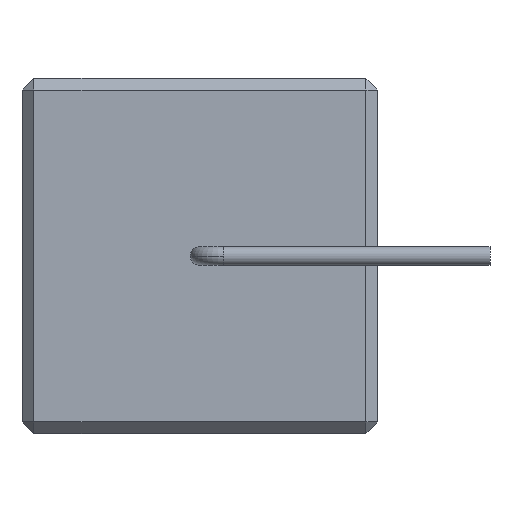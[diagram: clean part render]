
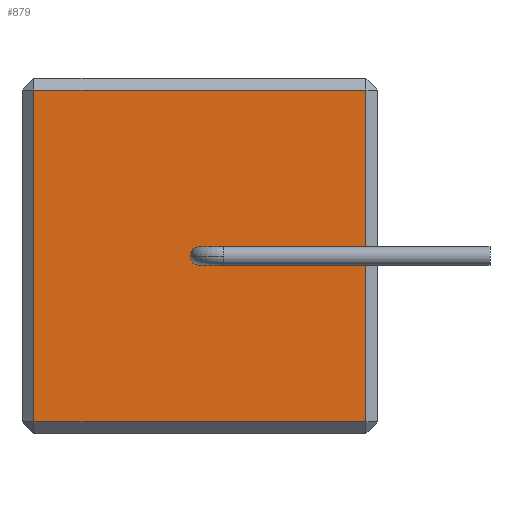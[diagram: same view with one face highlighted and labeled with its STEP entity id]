
A CAD part, left-side view. The second image highlights one B-rep face of the part: STEP entity #879.
In plain terms, the highlighted planar face has unit normal (-1, 0, 0).
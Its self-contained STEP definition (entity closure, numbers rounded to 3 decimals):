
#43 = CIRCLE ( 'NONE', #1067, 0.4 ) ;
#65 = CIRCLE ( 'NONE', #1645, 0.4 ) ;
#67 = FACE_BOUND ( 'NONE', #554, .T. ) ;
#74 = CARTESIAN_POINT ( 'NONE',  ( -32.5, 7.1, 0. ) ) ;
#99 = EDGE_CURVE ( 'NONE', #201, #1108, #752, .T. ) ;
#201 = VERTEX_POINT ( 'NONE', #1020 ) ;
#239 = VECTOR ( 'NONE', #1637, 1000. ) ;
#268 = ORIENTED_EDGE ( 'NONE', *, *, #1321, .T. ) ;
#275 = DIRECTION ( 'NONE',  ( -1., 0., 0. ) ) ;
#295 = VERTEX_POINT ( 'NONE', #549 ) ;
#301 = DIRECTION ( 'NONE',  ( 1., 0., 0. ) ) ;
#338 = FACE_OUTER_BOUND ( 'NONE', #366, .T. ) ;
#366 = EDGE_LOOP ( 'NONE', ( #431, #1432, #373, #268 ) ) ;
#367 = CARTESIAN_POINT ( 'NONE',  ( -32.5, 14.5, 7. ) ) ;
#373 = ORIENTED_EDGE ( 'NONE', *, *, #99, .T. ) ;
#385 = VERTEX_POINT ( 'NONE', #693 ) ;
#407 = DIRECTION ( 'NONE',  ( 0., 0., 1. ) ) ;
#431 = ORIENTED_EDGE ( 'NONE', *, *, #799, .T. ) ;
#487 = CARTESIAN_POINT ( 'NONE',  ( -32.5, 7.5, 0. ) ) ;
#492 = AXIS2_PLACEMENT_3D ( 'NONE', #675, #301, #1063 ) ;
#549 = CARTESIAN_POINT ( 'NONE',  ( -32.5, 7.9, 0. ) ) ;
#554 = EDGE_LOOP ( 'NONE', ( #1561, #863 ) ) ;
#613 = LINE ( 'NONE', #1187, #1390 ) ;
#616 = CARTESIAN_POINT ( 'NONE',  ( -32.5, 15., 7. ) ) ;
#675 = CARTESIAN_POINT ( 'NONE',  ( -32.5, 15., 7.5 ) ) ;
#693 = CARTESIAN_POINT ( 'NONE',  ( -32.5, 14.5, -7. ) ) ;
#736 = CARTESIAN_POINT ( 'NONE',  ( -32.5, 0.5, 7.5 ) ) ;
#752 = LINE ( 'NONE', #616, #1214 ) ;
#784 = CARTESIAN_POINT ( 'NONE',  ( -32.5, 7.5, 0. ) ) ;
#799 = EDGE_CURVE ( 'NONE', #385, #854, #613, .T. ) ;
#854 = VERTEX_POINT ( 'NONE', #1455 ) ;
#860 = DIRECTION ( 'NONE',  ( -1., 0., 0. ) ) ;
#863 = ORIENTED_EDGE ( 'NONE', *, *, #1574, .F. ) ;
#879 = ADVANCED_FACE ( 'NONE', ( #67, #338 ), #1058, .F. ) ;
#995 = DIRECTION ( 'NONE',  ( 0., 0., 1. ) ) ;
#1000 = DIRECTION ( 'NONE',  ( 0., 0., 1. ) ) ;
#1020 = CARTESIAN_POINT ( 'NONE',  ( -32.5, 0.5, 7. ) ) ;
#1056 = VECTOR ( 'NONE', #1000, 1000. ) ;
#1058 = PLANE ( 'NONE',  #492 ) ;
#1063 = DIRECTION ( 'NONE',  ( 0., 0., -1. ) ) ;
#1067 = AXIS2_PLACEMENT_3D ( 'NONE', #487, #860, #995 ) ;
#1069 = DIRECTION ( 'NONE',  ( 0., -1., 0. ) ) ;
#1108 = VERTEX_POINT ( 'NONE', #367 ) ;
#1173 = EDGE_CURVE ( 'NONE', #1200, #295, #43, .T. ) ;
#1187 = CARTESIAN_POINT ( 'NONE',  ( -32.5, 15., -7. ) ) ;
#1196 = LINE ( 'NONE', #736, #1056 ) ;
#1200 = VERTEX_POINT ( 'NONE', #74 ) ;
#1214 = VECTOR ( 'NONE', #1368, 1000. ) ;
#1317 = LINE ( 'NONE', #1392, #239 ) ;
#1321 = EDGE_CURVE ( 'NONE', #1108, #385, #1317, .T. ) ;
#1330 = EDGE_CURVE ( 'NONE', #854, #201, #1196, .T. ) ;
#1368 = DIRECTION ( 'NONE',  ( 0., 1., 0. ) ) ;
#1390 = VECTOR ( 'NONE', #1069, 1000. ) ;
#1392 = CARTESIAN_POINT ( 'NONE',  ( -32.5, 14.5, 7.5 ) ) ;
#1432 = ORIENTED_EDGE ( 'NONE', *, *, #1330, .T. ) ;
#1455 = CARTESIAN_POINT ( 'NONE',  ( -32.5, 0.5, -7. ) ) ;
#1561 = ORIENTED_EDGE ( 'NONE', *, *, #1173, .F. ) ;
#1574 = EDGE_CURVE ( 'NONE', #295, #1200, #65, .T. ) ;
#1637 = DIRECTION ( 'NONE',  ( 0., 0., -1. ) ) ;
#1645 = AXIS2_PLACEMENT_3D ( 'NONE', #784, #275, #407 ) ;
